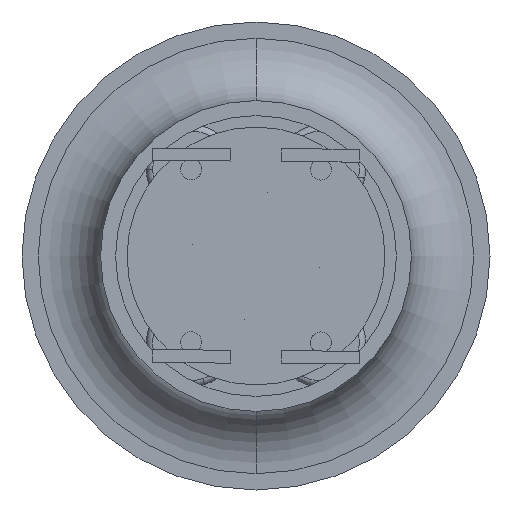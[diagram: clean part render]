
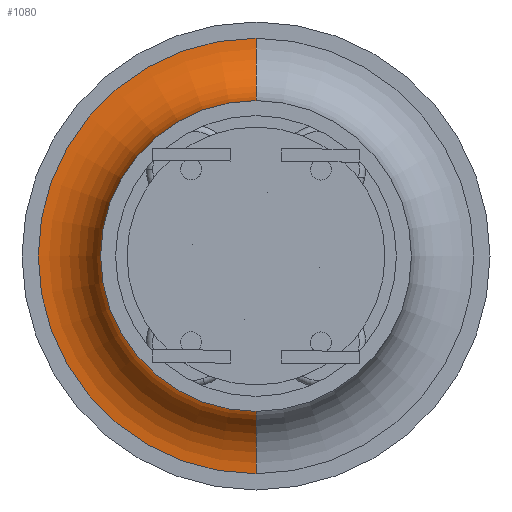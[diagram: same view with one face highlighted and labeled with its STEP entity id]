
A CAD part, front view. The second image highlights one B-rep face of the part: STEP entity #1080.
In plain terms, the highlighted toroidal (fillet/blend) face has major radius 13.297 mm and minor radius 3.81 mm.
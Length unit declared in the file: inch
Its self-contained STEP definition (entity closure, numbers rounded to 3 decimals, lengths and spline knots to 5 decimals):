
#60 = VERTEX_POINT ( 'NONE', #710 ) ;
#228 = VERTEX_POINT ( 'NONE', #6363 ) ;
#251 = VERTEX_POINT ( 'NONE', #6386 ) ;
#415 = VERTEX_POINT ( 'NONE', #6563 ) ;
#710 = CARTESIAN_POINT ( 'NONE',  ( 0., 0.155, -0.3735 ) ) ;
#822 = AXIS2_PLACEMENT_3D ( 'NONE', #3157, #3158, #3159 ) ;
#845 = CIRCLE ( 'NONE', #852, 0.5235 ) ;
#852 = AXIS2_PLACEMENT_3D ( 'NONE', #3072, #3073, #3074 ) ;
#882 = CIRCLE ( 'NONE', #822, 0.3735 ) ;
#1080 = ADVANCED_FACE ( 'NONE', ( #4986 ), #5825, .F. ) ;
#3072 = CARTESIAN_POINT ( 'NONE',  ( 0., 0.305, 0. ) ) ;
#3073 = DIRECTION ( 'NONE',  ( 0., 1., 0. ) ) ;
#3074 = DIRECTION ( 'NONE',  ( 0., 0., 1. ) ) ;
#3157 = CARTESIAN_POINT ( 'NONE',  ( 0., 0.155, 0. ) ) ;
#3158 = DIRECTION ( 'NONE',  ( 0., 1., 0. ) ) ;
#3159 = DIRECTION ( 'NONE',  ( 0., 0., 1. ) ) ;
#3662 = CARTESIAN_POINT ( 'NONE',  ( 0., 0.155, -0.5235 ) ) ;
#3663 = DIRECTION ( 'NONE',  ( 1., 0., 0. ) ) ;
#3664 = DIRECTION ( 'NONE',  ( 0., 0., -1. ) ) ;
#3680 = CARTESIAN_POINT ( 'NONE',  ( 0., 0.155, 0.5235 ) ) ;
#3681 = DIRECTION ( 'NONE',  ( -1., 0., 0. ) ) ;
#3682 = DIRECTION ( 'NONE',  ( 0., 0., 1. ) ) ;
#4382 = CIRCLE ( 'NONE', #4448, 0.15 ) ;
#4433 = AXIS2_PLACEMENT_3D ( 'NONE', #3662, #3663, #3664 ) ;
#4448 = AXIS2_PLACEMENT_3D ( 'NONE', #3680, #3681, #3682 ) ;
#4474 = CIRCLE ( 'NONE', #4433, 0.15 ) ;
#4983 = DIRECTION ( 'NONE',  ( 0., 1., 0. ) ) ;
#4986 = FACE_OUTER_BOUND ( 'NONE', #5628, .T. ) ;
#4987 = CARTESIAN_POINT ( 'NONE',  ( 0., 0.155, 0. ) ) ;
#4990 = DIRECTION ( 'NONE',  ( 0., 0., 1. ) ) ;
#5628 = EDGE_LOOP ( 'NONE', ( #7354, #7280, #7244, #7289 ) ) ;
#5825 = TOROIDAL_SURFACE ( 'NONE', #5865, 0.5235, 0.15 ) ;
#5865 = AXIS2_PLACEMENT_3D ( 'NONE', #4987, #4983, #4990 ) ;
#6363 = CARTESIAN_POINT ( 'NONE',  ( 0., 0.305, 0.5235 ) ) ;
#6386 = CARTESIAN_POINT ( 'NONE',  ( 0., 0.305, -0.5235 ) ) ;
#6563 = CARTESIAN_POINT ( 'NONE',  ( 0., 0.155, 0.3735 ) ) ;
#7244 = ORIENTED_EDGE ( 'NONE', *, *, #7867, .T. ) ;
#7280 = ORIENTED_EDGE ( 'NONE', *, *, #8037, .T. ) ;
#7289 = ORIENTED_EDGE ( 'NONE', *, *, #8044, .F. ) ;
#7354 = ORIENTED_EDGE ( 'NONE', *, *, #7838, .F. ) ;
#7838 = EDGE_CURVE ( 'NONE', #251, #228, #845, .T. ) ;
#7867 = EDGE_CURVE ( 'NONE', #60, #415, #882, .T. ) ;
#8037 = EDGE_CURVE ( 'NONE', #251, #60, #4474, .T. ) ;
#8044 = EDGE_CURVE ( 'NONE', #228, #415, #4382, .T. ) ;
